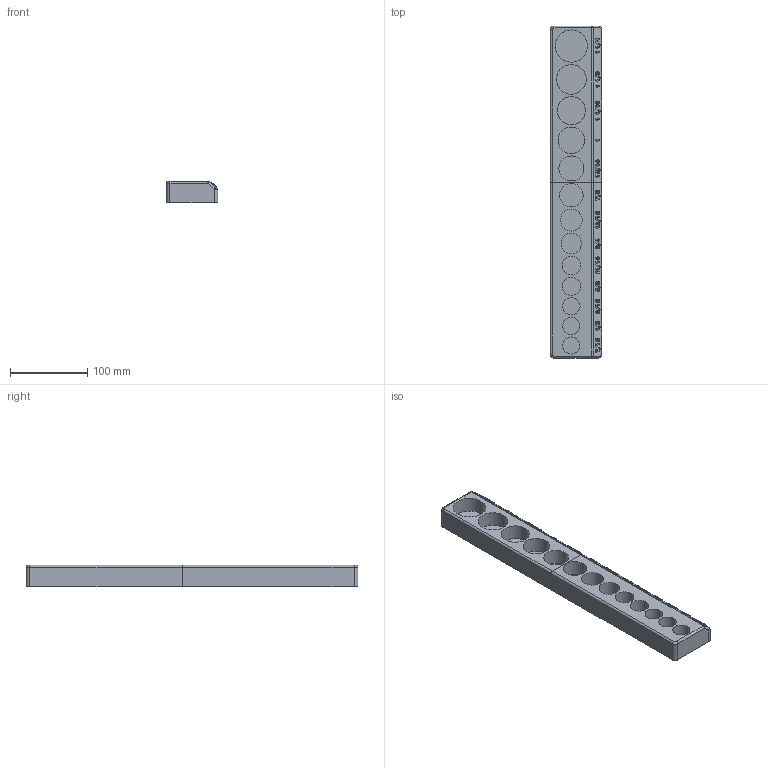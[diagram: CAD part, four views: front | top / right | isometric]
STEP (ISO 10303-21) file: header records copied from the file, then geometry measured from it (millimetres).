
FILE_DESCRIPTION(/* description */ (''),/* implementation_level */ '2;1');
FILE_NAME(/* name */ 'sae_1-2drive_shallow.step',/* time_stamp */ '2021-03-22T14:39:33-05:00',/* author */ (''),/* organization */ (''),/* preprocessor_version */ 'ST-DEVELOPER v18.1',/* originating_system */ 'Autodesk Translation Framework v9.10.0.1330',/* authorisation */ '');
FILE_SCHEMA (('AUTOMOTIVE_DESIGN { 1 0 10303 214 3 1 1 }'));
Length unit declared in the file: millimetre
Products named in the file (1): sae_1-2drive_shallow
Bounding box: 67 x 430 x 28 mm (x, y, z)
Volume: 573448 mm3; surface area: 117114.4 mm2
Topology: 2 solids, 2 shells, 1026 faces, 2770 edges, 1842 vertices
Faces by surface type: bspline 657, plane 323, cylinder 44, sphere 2
Full cylindrical faces by diameter (mm): 9.625 x4, 12.4 x7, 15.4 x6, 22.2 x1, 22.35 x1, 22.4 x1, 23.9 x1, 24.2 x1, 26.4 x1, 28.4 x1, 30.4 x1, 32.4 x1, 34.4 x1, 36.5 x1, 38.55 x1, 41.8 x1
Entity records: 38203 total; most frequent: CARTESIAN_POINT 16814, ORIENTED_EDGE 5540, EDGE_CURVE 2770, DIRECTION 2296, VERTEX_POINT 1842, LINE 1372, VECTOR 1372, B_SPLINE_CURVE_WITH_KNOTS 1306
